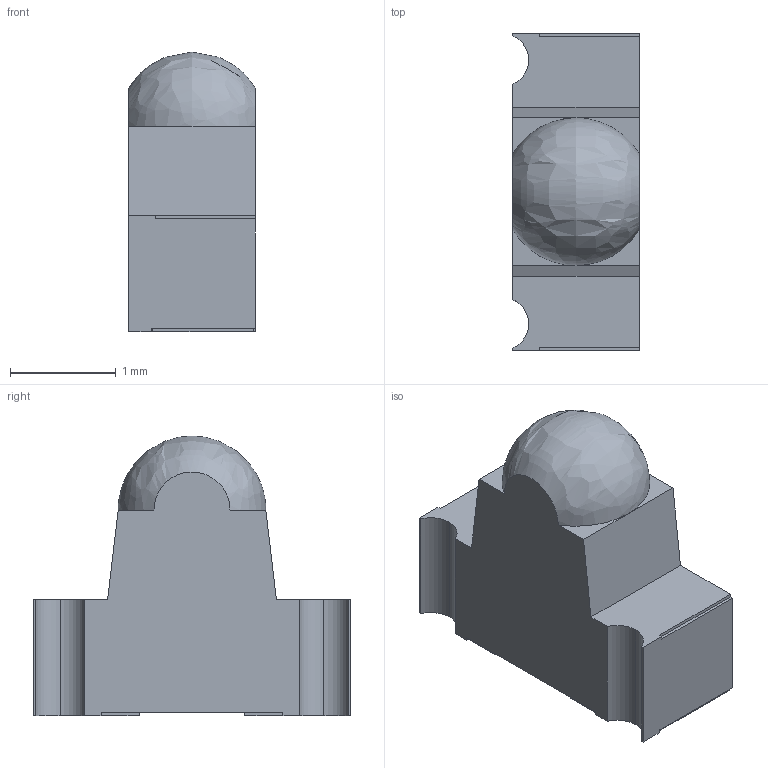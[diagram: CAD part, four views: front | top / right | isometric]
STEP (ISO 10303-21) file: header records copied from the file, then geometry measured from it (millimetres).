
FILE_DESCRIPTION (( 'STEP AP203' ), '1' );
FILE_NAME ('SFH_4045N_20220614_geometry.STEP', '2022-06-14T12:02:35', ( '' ), ( '' ), 'SwSTEP 2.0', 'SolidWorks 2017', '' );
FILE_SCHEMA (( 'CONFIG_CONTROL_DESIGN' ));
Length unit declared in the file: millimetre
Products named in the file (1): SFH_4045N_20220614_geometry
Bounding box: 1.2 x 3 x 2.65 mm (x, y, z)
Volume: 6 mm3; surface area: 22.5 mm2
Topology: 1 solids, 1 shells, 48 faces, 138 edges, 90 vertices
Faces by surface type: plane 39, cylinder 8, bspline 1
Entity records: 1650 total; most frequent: CARTESIAN_POINT 318, ORIENTED_EDGE 272, DIRECTION 246, EDGE_CURVE 136, VECTOR 114, LINE 114, VERTEX_POINT 90, AXIS2_PLACEMENT_3D 66
